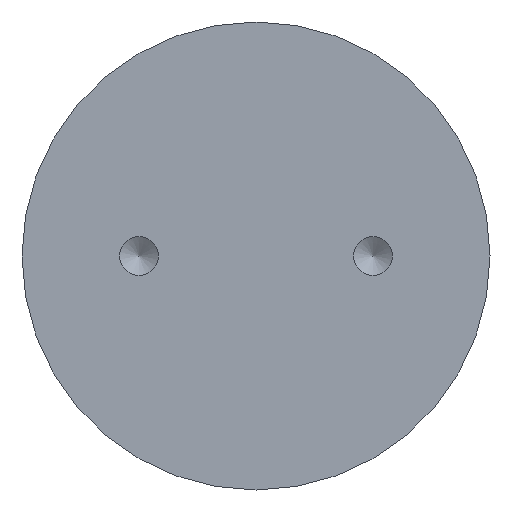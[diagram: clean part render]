
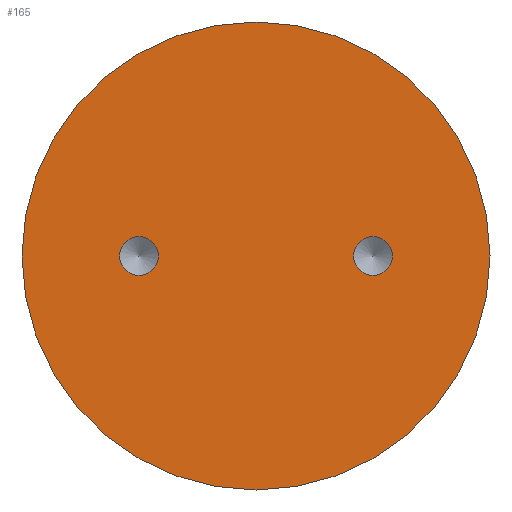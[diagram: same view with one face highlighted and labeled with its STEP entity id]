
A CAD part, front view. The second image highlights one B-rep face of the part: STEP entity #165.
In plain terms, the highlighted planar face has unit normal (0, -1, 0).
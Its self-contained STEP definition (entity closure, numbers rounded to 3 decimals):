
#17=FACE_BOUND('',#50,.T.);
#18=FACE_BOUND('',#51,.T.);
#20=PLANE('',#200);
#36=FACE_OUTER_BOUND('',#49,.T.);
#49=EDGE_LOOP('',(#148));
#50=EDGE_LOOP('',(#149));
#51=EDGE_LOOP('',(#150));
#75=CIRCLE('',#191,2.117);
#77=CIRCLE('',#195,2.117);
#79=CIRCLE('',#198,25.4);
#88=VERTEX_POINT('',#279);
#91=VERTEX_POINT('',#288);
#93=VERTEX_POINT('',#294);
#104=EDGE_CURVE('',#88,#88,#75,.T.);
#108=EDGE_CURVE('',#91,#91,#77,.T.);
#112=EDGE_CURVE('',#93,#93,#79,.T.);
#148=ORIENTED_EDGE('',*,*,#112,.F.);
#149=ORIENTED_EDGE('',*,*,#104,.T.);
#150=ORIENTED_EDGE('',*,*,#108,.T.);
#165=ADVANCED_FACE('',(#36,#17,#18),#20,.F.);
#191=AXIS2_PLACEMENT_3D('',#280,#230,#231);
#195=AXIS2_PLACEMENT_3D('',#289,#240,#241);
#198=AXIS2_PLACEMENT_3D('',#296,#248,#249);
#200=AXIS2_PLACEMENT_3D('',#298,#252,#253);
#230=DIRECTION('center_axis',(0.,1.,0.));
#231=DIRECTION('ref_axis',(0.,0.,-1.));
#240=DIRECTION('center_axis',(0.,1.,0.));
#241=DIRECTION('ref_axis',(0.,0.,-1.));
#248=DIRECTION('center_axis',(0.,1.,0.));
#249=DIRECTION('ref_axis',(1.,0.,0.));
#252=DIRECTION('center_axis',(0.,1.,0.));
#253=DIRECTION('ref_axis',(1.,0.,0.));
#279=CARTESIAN_POINT('',(12.7,0.,2.117));
#280=CARTESIAN_POINT('Origin',(12.7,0.,0.));
#288=CARTESIAN_POINT('',(-12.7,0.,2.117));
#289=CARTESIAN_POINT('Origin',(-12.7,0.,0.));
#294=CARTESIAN_POINT('',(-25.4,0.,0.));
#296=CARTESIAN_POINT('Origin',(0.,0.,0.));
#298=CARTESIAN_POINT('Origin',(0.,0.,0.));
